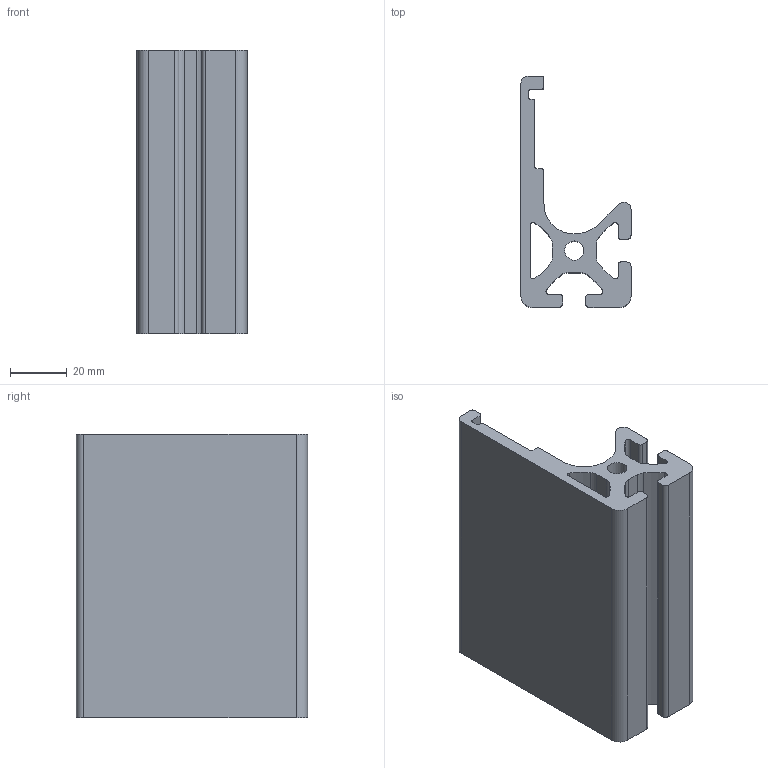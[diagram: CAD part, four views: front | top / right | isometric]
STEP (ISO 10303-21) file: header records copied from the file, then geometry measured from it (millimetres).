
FILE_DESCRIPTION(/* description */ (''),/* implementation_level */ '2;1');
FILE_NAME(/* name */ 'PI-1480_C-Schiene_Schlittenprofil-8.stp',/* time_stamp */ '2020-07-20T17:46:03+02:00',/* author */ ('jmaun'),/* organization */ (''),/* preprocessor_version */ 'ST-DEVELOPER v17',/* originating_system */ 'Autodesk Inventor 2019',/* authorisation */ '');
FILE_SCHEMA (('AUTOMOTIVE_DESIGN { 1 0 10303 214 3 1 1 }'));
Length unit declared in the file: millimetre
Products named in the file (1): P1480_C-Schiene_Schlittenprofil-8
Bounding box: 38.8 x 81.5 x 100 mm (x, y, z)
Volume: 100977.6 mm3; surface area: 41831.5 mm2
Topology: 1 solids, 1 shells, 71 faces, 207 edges, 138 vertices
Faces by surface type: cylinder 41, plane 30
Full cylindrical faces by diameter (mm): 6.8 x1
Entity records: 2430 total; most frequent: DIRECTION 433, CARTESIAN_POINT 417, ORIENTED_EDGE 414, EDGE_CURVE 207, AXIS2_PLACEMENT_3D 154, VERTEX_POINT 138, LINE 125, VECTOR 125
